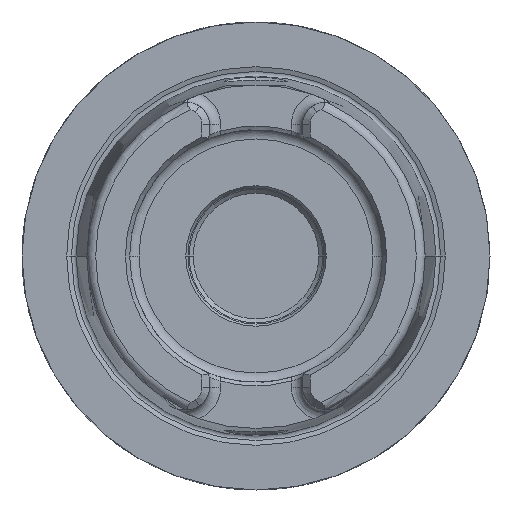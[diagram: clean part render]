
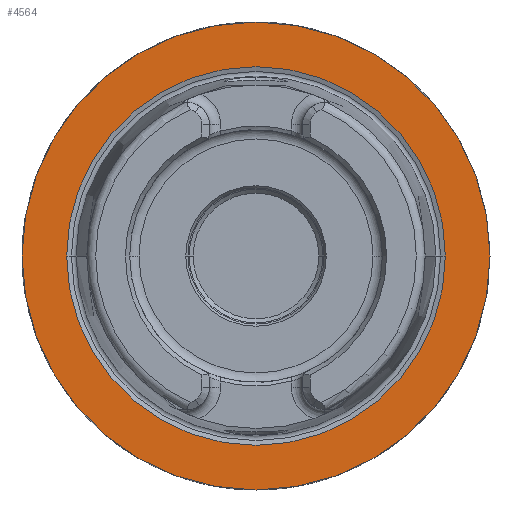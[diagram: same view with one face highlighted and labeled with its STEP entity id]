
A CAD part, left-side view. The second image highlights one B-rep face of the part: STEP entity #4564.
In plain terms, the highlighted planar face has unit normal (-1, 0, 0).
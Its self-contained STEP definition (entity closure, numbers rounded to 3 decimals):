
#1068=CARTESIAN_POINT('',(0.,0.,0.));
#1069=DIRECTION('',(1.,0.,0.));
#1070=DIRECTION('',(0.,1.,0.));
#1071=AXIS2_PLACEMENT_3D('',#1068,#1069,#1070);
#1073=CARTESIAN_POINT('',(0.,0.,0.));
#1074=DIRECTION('',(-1.,0.,0.));
#1075=DIRECTION('',(0.,1.,0.));
#1076=AXIS2_PLACEMENT_3D('',#1073,#1074,#1075);
#1078=CARTESIAN_POINT('',(0.,0.,0.));
#1079=DIRECTION('',(-1.,0.,0.));
#1080=DIRECTION('',(0.,-1.,0.));
#1081=AXIS2_PLACEMENT_3D('',#1078,#1079,#1080);
#1083=CARTESIAN_POINT('',(0.,0.,0.));
#1084=DIRECTION('',(-1.,0.,0.));
#1085=DIRECTION('',(0.,1.,0.));
#1086=AXIS2_PLACEMENT_3D('',#1083,#1084,#1085);
#2811=CARTESIAN_POINT('',(0.,31.5,0.));
#2812=CARTESIAN_POINT('',(0.,-31.5,0.));
#2813=VERTEX_POINT('',#2811);
#2814=VERTEX_POINT('',#2812);
#2839=CARTESIAN_POINT('',(0.,-25.49,0.));
#2840=VERTEX_POINT('',#2839);
#2841=CARTESIAN_POINT('',(0.,25.49,0.));
#2842=VERTEX_POINT('',#2841);
#4549=CARTESIAN_POINT('',(0.,0.,0.));
#4550=DIRECTION('',(1.,0.,0.));
#4551=DIRECTION('',(0.,-1.,0.));
#4552=AXIS2_PLACEMENT_3D('',#4549,#4550,#4551);
#4553=PLANE('',#4552);
#4555=ORIENTED_EDGE('',*,*,#4554,.T.);
#4557=ORIENTED_EDGE('',*,*,#4556,.F.);
#4558=EDGE_LOOP('',(#4555,#4557));
#4559=FACE_OUTER_BOUND('',#4558,.F.);
#4560=ORIENTED_EDGE('',*,*,#4544,.T.);
#4561=ORIENTED_EDGE('',*,*,#4528,.T.);
#4562=EDGE_LOOP('',(#4560,#4561));
#4563=FACE_BOUND('',#4562,.F.);
#4564=ADVANCED_FACE('',(#4559,#4563),#4553,.F.);
#1072=CIRCLE('',#1071,31.5);
#1077=CIRCLE('',#1076,31.5);
#1082=CIRCLE('',#1081,25.49);
#1087=CIRCLE('',#1086,25.49);
#4528=EDGE_CURVE('',#2842,#2840,#1087,.T.);
#4544=EDGE_CURVE('',#2840,#2842,#1082,.T.);
#4554=EDGE_CURVE('',#2813,#2814,#1072,.T.);
#4556=EDGE_CURVE('',#2813,#2814,#1077,.T.);
